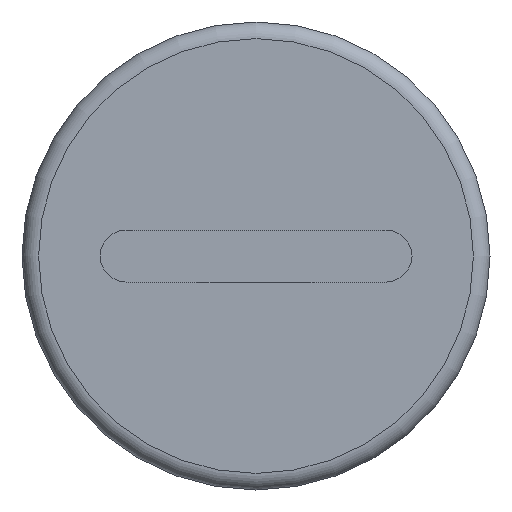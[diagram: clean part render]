
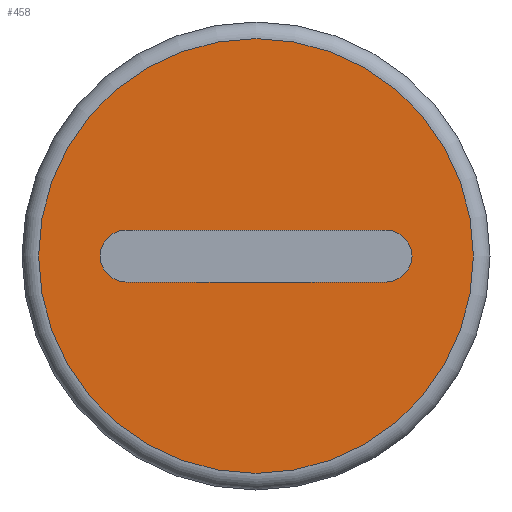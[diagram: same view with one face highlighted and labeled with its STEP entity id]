
A CAD part, front view. The second image highlights one B-rep face of the part: STEP entity #458.
In plain terms, the highlighted planar face has unit normal (0, -1, 0).
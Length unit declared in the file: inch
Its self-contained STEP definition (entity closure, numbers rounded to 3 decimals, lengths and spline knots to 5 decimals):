
#20=FACE_BOUND('',#107,.T.);
#26=CIRCLE('',#490,0.0625);
#28=CIRCLE('',#494,0.0625);
#38=CIRCLE('',#516,0.5225);
#43=CIRCLE('',#521,0.5225);
#79=FACE_OUTER_BOUND('',#106,.T.);
#106=EDGE_LOOP('',(#383,#384));
#107=EDGE_LOOP('',(#385,#386,#387,#388));
#121=LINE('',#705,#154);
#125=LINE('',#716,#158);
#154=VECTOR('',#568,0.3937);
#158=VECTOR('',#580,0.3937);
#185=VERTEX_POINT('',#695);
#186=VERTEX_POINT('',#696);
#189=VERTEX_POINT('',#704);
#191=VERTEX_POINT('',#710);
#209=VERTEX_POINT('',#769);
#210=VERTEX_POINT('',#770);
#231=EDGE_CURVE('',#185,#186,#26,.T.);
#235=EDGE_CURVE('',#189,#185,#121,.T.);
#238=EDGE_CURVE('',#191,#189,#28,.T.);
#241=EDGE_CURVE('',#186,#191,#125,.T.);
#267=EDGE_CURVE('',#209,#210,#38,.T.);
#272=EDGE_CURVE('',#210,#209,#43,.T.);
#383=ORIENTED_EDGE('',*,*,#267,.F.);
#384=ORIENTED_EDGE('',*,*,#272,.F.);
#385=ORIENTED_EDGE('',*,*,#231,.T.);
#386=ORIENTED_EDGE('',*,*,#241,.T.);
#387=ORIENTED_EDGE('',*,*,#238,.T.);
#388=ORIENTED_EDGE('',*,*,#235,.T.);
#412=PLANE('',#526);
#458=ADVANCED_FACE('',(#79,#20),#412,.F.);
#490=AXIS2_PLACEMENT_3D('',#697,#560,#561);
#494=AXIS2_PLACEMENT_3D('',#711,#573,#574);
#516=AXIS2_PLACEMENT_3D('',#771,#636,#637);
#521=AXIS2_PLACEMENT_3D('',#779,#646,#647);
#526=AXIS2_PLACEMENT_3D('',#788,#657,#658);
#560=DIRECTION('center_axis',(0.,1.,0.));
#561=DIRECTION('ref_axis',(0.,0.,-1.));
#568=DIRECTION('',(-1.,0.,0.));
#573=DIRECTION('center_axis',(0.,1.,0.));
#574=DIRECTION('ref_axis',(0.,0.,1.));
#580=DIRECTION('',(1.,0.,0.));
#636=DIRECTION('center_axis',(0.,1.,0.));
#637=DIRECTION('ref_axis',(1.,0.,0.));
#646=DIRECTION('center_axis',(0.,1.,0.));
#647=DIRECTION('ref_axis',(1.,0.,0.));
#657=DIRECTION('center_axis',(0.,1.,0.));
#658=DIRECTION('ref_axis',(0.,0.,1.));
#695=CARTESIAN_POINT('',(-0.3125,-1.3125,-0.0625));
#696=CARTESIAN_POINT('',(-0.3125,-1.3125,0.0625));
#697=CARTESIAN_POINT('Origin',(-0.3125,-1.3125,0.));
#704=CARTESIAN_POINT('',(0.3125,-1.3125,-0.0625));
#705=CARTESIAN_POINT('',(0.15625,-1.3125,-0.0625));
#710=CARTESIAN_POINT('',(0.3125,-1.3125,0.0625));
#711=CARTESIAN_POINT('Origin',(0.3125,-1.3125,0.));
#716=CARTESIAN_POINT('',(-0.15625,-1.3125,0.0625));
#769=CARTESIAN_POINT('',(-0.5225,-1.3125,0.));
#770=CARTESIAN_POINT('',(0.,-1.3125,0.5225));
#771=CARTESIAN_POINT('Origin',(0.,-1.3125,0.));
#779=CARTESIAN_POINT('Origin',(0.,-1.3125,0.));
#788=CARTESIAN_POINT('Origin',(0.,-1.3125,0.));
